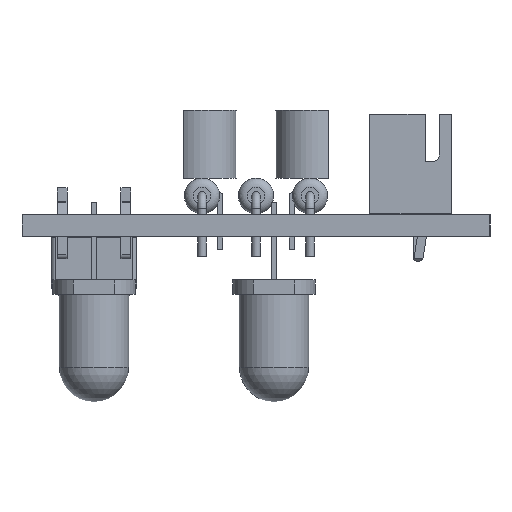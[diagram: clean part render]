
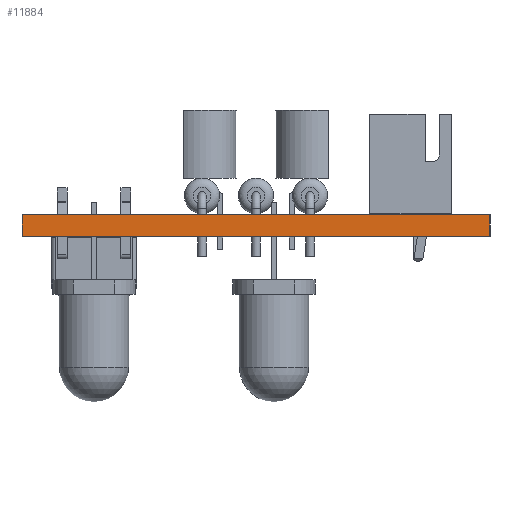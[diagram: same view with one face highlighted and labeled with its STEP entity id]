
A CAD part, left-side view. The second image highlights one B-rep face of the part: STEP entity #11884.
In plain terms, the highlighted planar face has unit normal (-1, 0, 0).
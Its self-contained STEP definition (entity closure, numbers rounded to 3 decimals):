
#11828 = VERTEX_POINT('',#11829);
#11829 = CARTESIAN_POINT('',(138.43,-124.46,1.51));
#11835 = EDGE_CURVE('',#11836,#11828,#11838,.T.);
#11836 = VERTEX_POINT('',#11837);
#11837 = CARTESIAN_POINT('',(138.43,-124.46,0.));
#11838 = LINE('',#11839,#11840);
#11839 = CARTESIAN_POINT('',(138.43,-124.46,0.));
#11840 = VECTOR('',#11841,1.);
#11841 = DIRECTION('',(0.,0.,1.));
#11884 = ADVANCED_FACE('',(#11885),#11910,.T.);
#11885 = FACE_BOUND('',#11886,.T.);
#11886 = EDGE_LOOP('',(#11887,#11888,#11896,#11904));
#11887 = ORIENTED_EDGE('',*,*,#11835,.T.);
#11888 = ORIENTED_EDGE('',*,*,#11889,.T.);
#11889 = EDGE_CURVE('',#11828,#11890,#11892,.T.);
#11890 = VERTEX_POINT('',#11891);
#11891 = CARTESIAN_POINT('',(138.43,-91.44,1.51));
#11892 = LINE('',#11893,#11894);
#11893 = CARTESIAN_POINT('',(138.43,-124.46,1.51));
#11894 = VECTOR('',#11895,1.);
#11895 = DIRECTION('',(0.,1.,0.));
#11896 = ORIENTED_EDGE('',*,*,#11897,.F.);
#11897 = EDGE_CURVE('',#11898,#11890,#11900,.T.);
#11898 = VERTEX_POINT('',#11899);
#11899 = CARTESIAN_POINT('',(138.43,-91.44,0.));
#11900 = LINE('',#11901,#11902);
#11901 = CARTESIAN_POINT('',(138.43,-91.44,0.));
#11902 = VECTOR('',#11903,1.);
#11903 = DIRECTION('',(0.,0.,1.));
#11904 = ORIENTED_EDGE('',*,*,#11905,.F.);
#11905 = EDGE_CURVE('',#11836,#11898,#11906,.T.);
#11906 = LINE('',#11907,#11908);
#11907 = CARTESIAN_POINT('',(138.43,-124.46,0.));
#11908 = VECTOR('',#11909,1.);
#11909 = DIRECTION('',(0.,1.,0.));
#11910 = PLANE('',#11911);
#11911 = AXIS2_PLACEMENT_3D('',#11912,#11913,#11914);
#11912 = CARTESIAN_POINT('',(138.43,-124.46,0.));
#11913 = DIRECTION('',(-1.,0.,0.));
#11914 = DIRECTION('',(0.,1.,0.));
